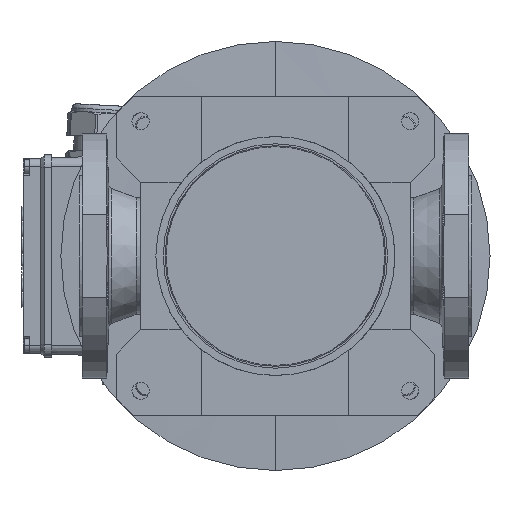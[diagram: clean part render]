
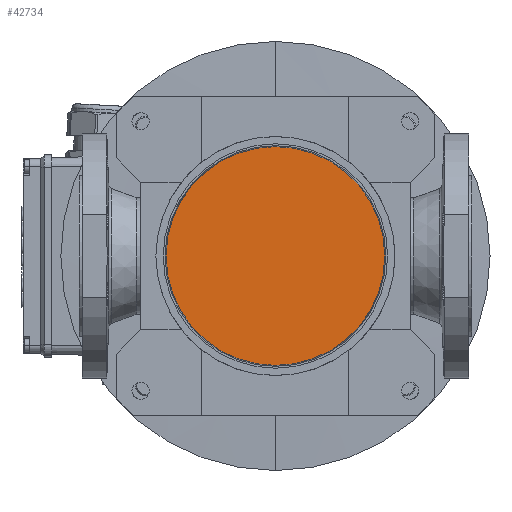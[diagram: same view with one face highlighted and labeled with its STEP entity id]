
A CAD part, front view. The second image highlights one B-rep face of the part: STEP entity #42734.
In plain terms, the highlighted planar face has unit normal (0, -1, 0).
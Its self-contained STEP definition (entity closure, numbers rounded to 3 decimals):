
#7978 = CARTESIAN_POINT ( 'NONE',  ( 0., -46., 0. ) ) ;
#8673 = CARTESIAN_POINT ( 'NONE',  ( 0., -46., 0. ) ) ;
#8794 = EDGE_CURVE ( 'NONE', #56670, #93820, #19823, .T. ) ;
#10666 = DIRECTION ( 'NONE',  ( 0., 1., 0. ) ) ;
#10698 = AXIS2_PLACEMENT_3D ( 'NONE', #67888, #50351, #38284 ) ;
#19823 = CIRCLE ( 'NONE', #127159, 89.214 ) ;
#21372 = ORIENTED_EDGE ( 'NONE', *, *, #102422, .F. ) ;
#26908 = PLANE ( 'NONE',  #10698 ) ;
#26936 = CIRCLE ( 'NONE', #86942, 89.214 ) ;
#28824 = DIRECTION ( 'NONE',  ( 0., 0., 1. ) ) ;
#38284 = DIRECTION ( 'NONE',  ( 0., 0., -1. ) ) ;
#42734 = ADVANCED_FACE ( 'NONE', ( #118927 ), #26908, .T. ) ;
#50351 = DIRECTION ( 'NONE',  ( 0., -1., 0. ) ) ;
#53461 = CARTESIAN_POINT ( 'NONE',  ( 0., -46., 89.214 ) ) ;
#56670 = VERTEX_POINT ( 'NONE', #99744 ) ;
#60414 = DIRECTION ( 'NONE',  ( 0., 0., 1. ) ) ;
#67888 = CARTESIAN_POINT ( 'NONE',  ( 0., -46., 0. ) ) ;
#69817 = DIRECTION ( 'NONE',  ( 0., 1., 0. ) ) ;
#86942 = AXIS2_PLACEMENT_3D ( 'NONE', #7978, #69817, #28824 ) ;
#93820 = VERTEX_POINT ( 'NONE', #53461 ) ;
#99744 = CARTESIAN_POINT ( 'NONE',  ( 0., -46., -89.214 ) ) ;
#102422 = EDGE_CURVE ( 'NONE', #93820, #56670, #26936, .T. ) ;
#111745 = ORIENTED_EDGE ( 'NONE', *, *, #8794, .F. ) ;
#116608 = EDGE_LOOP ( 'NONE', ( #111745, #21372 ) ) ;
#118927 = FACE_OUTER_BOUND ( 'NONE', #116608, .T. ) ;
#127159 = AXIS2_PLACEMENT_3D ( 'NONE', #8673, #10666, #60414 ) ;
